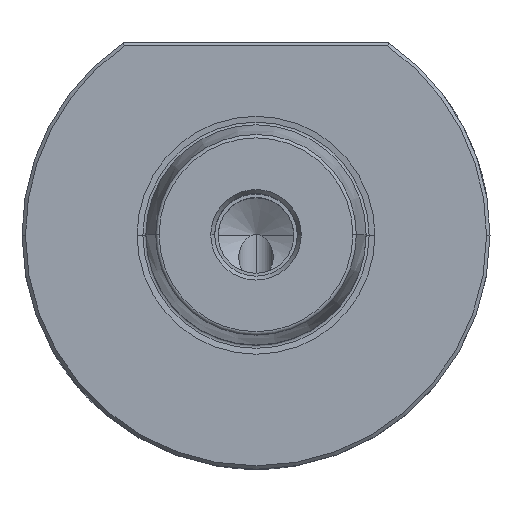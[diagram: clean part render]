
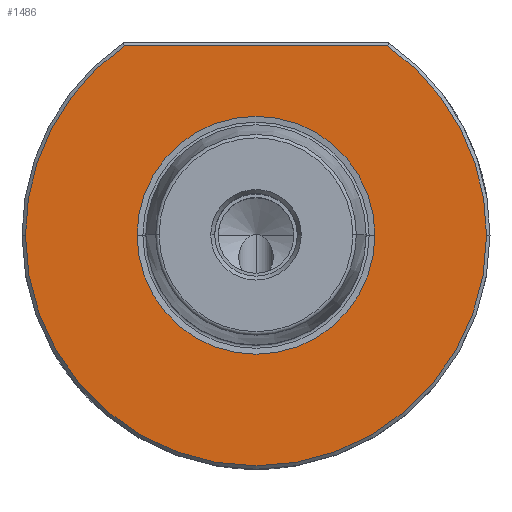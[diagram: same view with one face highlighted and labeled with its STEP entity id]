
A CAD part, top view. The second image highlights one B-rep face of the part: STEP entity #1486.
In plain terms, the highlighted planar face has unit normal (0, 0, 1).
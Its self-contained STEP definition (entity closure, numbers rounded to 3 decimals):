
#306 = DIRECTION ( 'NONE',  ( 0., 0., 1. ) ) ;
#318 = EDGE_CURVE ( 'NONE', #3640, #4918, #367, .T. ) ;
#365 = ORIENTED_EDGE ( 'NONE', *, *, #3676, .T. ) ;
#367 = CIRCLE ( 'NONE', #2692, 17.281 ) ;
#425 = EDGE_LOOP ( 'NONE', ( #1556, #2767 ) ) ;
#639 = VERTEX_POINT ( 'NONE', #5528 ) ;
#756 = CIRCLE ( 'NONE', #4978, 33.5 ) ;
#783 = CARTESIAN_POINT ( 'NONE',  ( 0., 0., 16. ) ) ;
#1147 = VERTEX_POINT ( 'NONE', #1497 ) ;
#1239 = DIRECTION ( 'NONE',  ( 1., 0., 0. ) ) ;
#1369 = AXIS2_PLACEMENT_3D ( 'NONE', #1801, #3279, #4021 ) ;
#1486 = ADVANCED_FACE ( 'NONE', ( #4656, #4524 ), #1759, .F. ) ;
#1497 = CARTESIAN_POINT ( 'NONE',  ( -33.5, 0., 16. ) ) ;
#1544 = LINE ( 'NONE', #5186, #4987 ) ;
#1556 = ORIENTED_EDGE ( 'NONE', *, *, #4577, .F. ) ;
#1635 = CARTESIAN_POINT ( 'NONE',  ( -17.281, 0., 16. ) ) ;
#1637 = VERTEX_POINT ( 'NONE', #1764 ) ;
#1759 = PLANE ( 'NONE',  #1369 ) ;
#1764 = CARTESIAN_POINT ( 'NONE',  ( 19.131, 27.5, 16. ) ) ;
#1801 = CARTESIAN_POINT ( 'NONE',  ( 0., 33.5, 16. ) ) ;
#1983 = CIRCLE ( 'NONE', #2439, 17.281 ) ;
#2065 = AXIS2_PLACEMENT_3D ( 'NONE', #3026, #306, #3498 ) ;
#2133 = DIRECTION ( 'NONE',  ( 0., 0., 1. ) ) ;
#2378 = CARTESIAN_POINT ( 'NONE',  ( 17.281, 0., 16. ) ) ;
#2439 = AXIS2_PLACEMENT_3D ( 'NONE', #4818, #2133, #5263 ) ;
#2506 = DIRECTION ( 'NONE',  ( -1., 0., 0. ) ) ;
#2665 = CARTESIAN_POINT ( 'NONE',  ( 0., 0., 16. ) ) ;
#2692 = AXIS2_PLACEMENT_3D ( 'NONE', #5407, #3799, #3460 ) ;
#2767 = ORIENTED_EDGE ( 'NONE', *, *, #318, .F. ) ;
#2802 = CIRCLE ( 'NONE', #2065, 33.5 ) ;
#2839 = VERTEX_POINT ( 'NONE', #3129 ) ;
#2872 = ORIENTED_EDGE ( 'NONE', *, *, #3689, .T. ) ;
#2932 = EDGE_CURVE ( 'NONE', #2839, #1147, #756, .T. ) ;
#3026 = CARTESIAN_POINT ( 'NONE',  ( 0., 0., 16. ) ) ;
#3129 = CARTESIAN_POINT ( 'NONE',  ( -19.131, 27.5, 16. ) ) ;
#3279 = DIRECTION ( 'NONE',  ( 0., 0., -1. ) ) ;
#3287 = DIRECTION ( 'NONE',  ( 1., 0., 0. ) ) ;
#3460 = DIRECTION ( 'NONE',  ( 1., 0., 0. ) ) ;
#3498 = DIRECTION ( 'NONE',  ( 1., 0., 0. ) ) ;
#3634 = ORIENTED_EDGE ( 'NONE', *, *, #2932, .T. ) ;
#3640 = VERTEX_POINT ( 'NONE', #1635 ) ;
#3676 = EDGE_CURVE ( 'NONE', #1147, #639, #2802, .T. ) ;
#3689 = EDGE_CURVE ( 'NONE', #639, #1637, #5041, .T. ) ;
#3799 = DIRECTION ( 'NONE',  ( 0., 0., 1. ) ) ;
#3976 = DIRECTION ( 'NONE',  ( 0., 0., 1. ) ) ;
#4021 = DIRECTION ( 'NONE',  ( -1., 0., 0. ) ) ;
#4349 = AXIS2_PLACEMENT_3D ( 'NONE', #783, #3976, #1239 ) ;
#4524 = FACE_OUTER_BOUND ( 'NONE', #4795, .T. ) ;
#4577 = EDGE_CURVE ( 'NONE', #4918, #3640, #1983, .T. ) ;
#4656 = FACE_BOUND ( 'NONE', #425, .T. ) ;
#4795 = EDGE_LOOP ( 'NONE', ( #3634, #365, #2872, #5413 ) ) ;
#4818 = CARTESIAN_POINT ( 'NONE',  ( 0., 0., 16. ) ) ;
#4918 = VERTEX_POINT ( 'NONE', #2378 ) ;
#4978 = AXIS2_PLACEMENT_3D ( 'NONE', #2665, #5765, #3287 ) ;
#4987 = VECTOR ( 'NONE', #2506, 1000. ) ;
#5041 = CIRCLE ( 'NONE', #4349, 33.5 ) ;
#5186 = CARTESIAN_POINT ( 'NONE',  ( -18.392, 27.5, 16. ) ) ;
#5263 = DIRECTION ( 'NONE',  ( 1., 0., 0. ) ) ;
#5407 = CARTESIAN_POINT ( 'NONE',  ( 0., 0., 16. ) ) ;
#5413 = ORIENTED_EDGE ( 'NONE', *, *, #5455, .T. ) ;
#5455 = EDGE_CURVE ( 'NONE', #1637, #2839, #1544, .T. ) ;
#5528 = CARTESIAN_POINT ( 'NONE',  ( 33.5, 0., 16. ) ) ;
#5765 = DIRECTION ( 'NONE',  ( 0., 0., 1. ) ) ;
